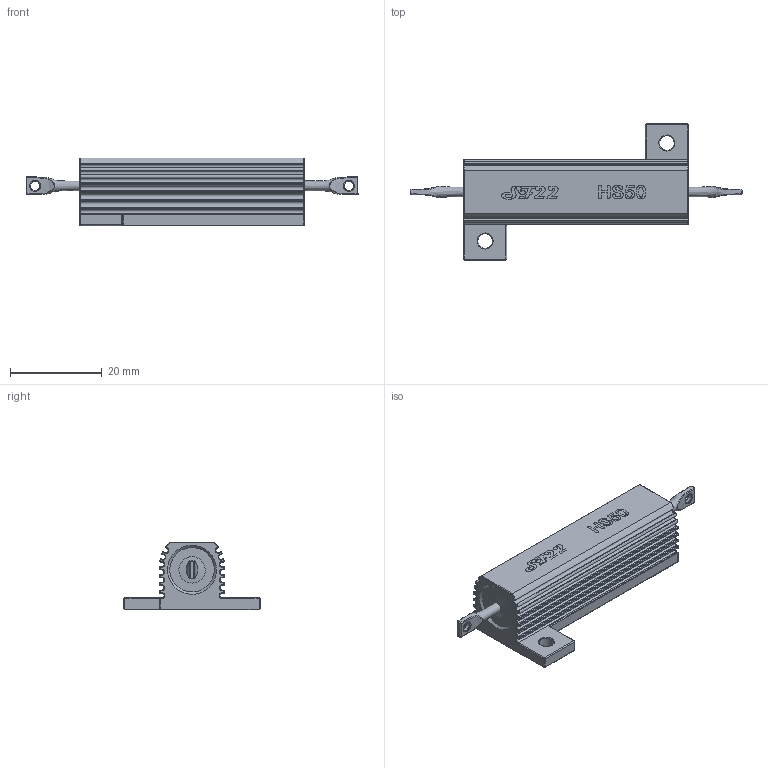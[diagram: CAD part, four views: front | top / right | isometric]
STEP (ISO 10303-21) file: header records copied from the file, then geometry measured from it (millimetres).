
FILE_DESCRIPTION(/* description */ (''),/* implementation_level */ '2;1');
FILE_NAME(/* name */ 'power resistor HS50 series',/* time_stamp */ '2022-11-15T12:22:01+01:00',/* author */ (''),/* organization */ (''),/* preprocessor_version */ 'ST-DEVELOPER v16.5',/* originating_system */ '',/* authorisation */ '');
FILE_SCHEMA (('AUTOMOTIVE_DESIGN'));
Length unit declared in the file: millimetre
Products named in the file (1): Document
Bounding box: 72.5 x 29.7 x 14.8 mm (x, y, z)
Surface area: 6058.9 mm2 (no closed solid volume)
Topology: 0 solids, 13 shells, 336 faces, 886 edges, 566 vertices
Faces by surface type: bspline 144, cylinder 134, plane 58
Full cylindrical faces by diameter (mm): 2 x2, 3.2 x2, 9.7 x1
Entity records: 12694 total; most frequent: CARTESIAN_POINT 7575, ORIENTED_EDGE 1644, EDGE_CURVE 886, VERTEX_POINT 566, EDGE_LOOP 356, ADVANCED_FACE 336, FACE_OUTER_BOUND 336, B_SPLINE_CURVE_WITH_KNOTS 229
